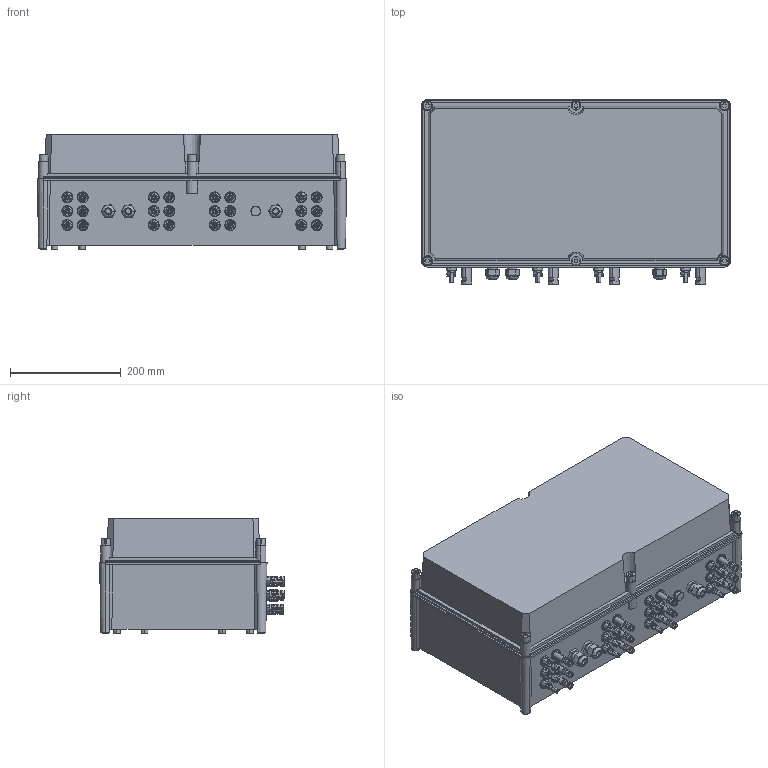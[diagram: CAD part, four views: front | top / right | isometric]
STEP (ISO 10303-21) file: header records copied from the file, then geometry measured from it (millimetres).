
FILE_DESCRIPTION(('CATIA V5 STEP Exchange','CAx-IF Rec.Pracs.--- Model Styling and Organization---1.4--- 2014-01-23'),'2;1');
FILE_NAME ('D1408311_2_2683280000_S3D_PVN1_F_M2_SX_WM4C.stp','2020-02-17T13:09:04+00:00',('none'),('Weidmueller'),'CATIA Version 5-6 Release 2016 SP3 HF44','CATIA V5 STEP AP214','none');
FILE_SCHEMA(('AUTOMOTIVE_DESIGN { 1 0 10303 214 1 1 1 1 }'));
Products named in the file (1): 2683080000
Bounding box: 558 x 333.31 x 209 mm (x, y, z)
Volume: 30654803.5 mm3; surface area: 1145467.6 mm2
Topology: 36 solids, 36 shells, 2719 faces, 8270 edges, 5740 vertices
Faces by surface type: plane 1437, cylinder 936, cone 276, sphere 36, revolution 24, bspline 6, torus 4
Entity records: 98101 total; most frequent: CARTESIAN_POINT 28443, ORIENTED_EDGE 16528, DIRECTION 9669, EDGE_CURVE 8264, VERTEX_POINT 5740, AXIS2_PLACEMENT_3D 4110, VECTOR 3747, LINE 3747
